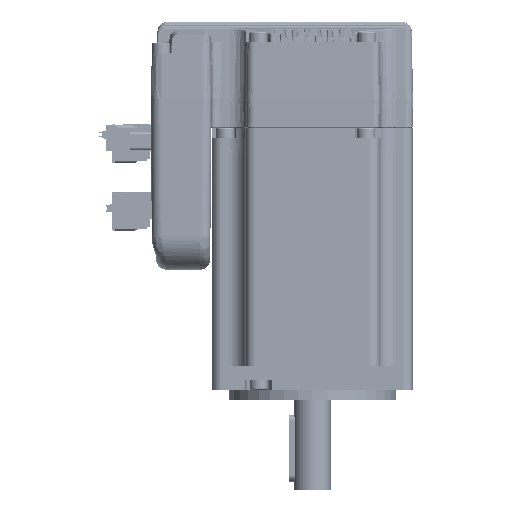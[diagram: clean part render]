
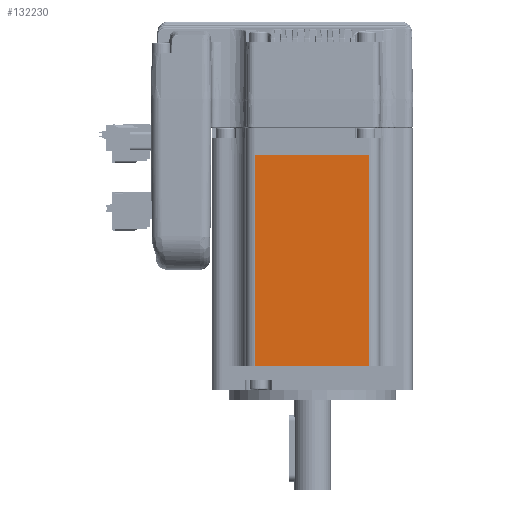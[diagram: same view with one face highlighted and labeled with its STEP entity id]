
A CAD part, left-side view. The second image highlights one B-rep face of the part: STEP entity #132230.
In plain terms, the highlighted face is planar.
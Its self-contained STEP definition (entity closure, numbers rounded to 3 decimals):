
#6878 = DIRECTION ( 'NONE',  ( 0., -1., 0. ) ) ;
#6989 = FACE_OUTER_BOUND ( 'NONE', #126750, .T. ) ;
#11773 = EDGE_CURVE ( 'NONE', #121962, #38068, #26012, .T. ) ;
#15087 = ORIENTED_EDGE ( 'NONE', *, *, #17443, .F. ) ;
#17443 = EDGE_CURVE ( 'NONE', #134502, #121962, #56701, .T. ) ;
#17997 = DIRECTION ( 'NONE',  ( 1., 0., 0. ) ) ;
#26012 = LINE ( 'NONE', #107005, #55570 ) ;
#26073 = VECTOR ( 'NONE', #17997, 1000. ) ;
#30884 = AXIS2_PLACEMENT_3D ( 'NONE', #157713, #6878, #94819 ) ;
#38068 = VERTEX_POINT ( 'NONE', #89576 ) ;
#43466 = EDGE_CURVE ( 'NONE', #38068, #152372, #93602, .T. ) ;
#54214 = ORIENTED_EDGE ( 'NONE', *, *, #90054, .F. ) ;
#55570 = VECTOR ( 'NONE', #69073, 1000. ) ;
#56047 = ORIENTED_EDGE ( 'NONE', *, *, #11773, .F. ) ;
#56701 = LINE ( 'NONE', #132982, #153218 ) ;
#59534 = LINE ( 'NONE', #143541, #26073 ) ;
#60195 = VECTOR ( 'NONE', #64350, 1000. ) ;
#64350 = DIRECTION ( 'NONE',  ( 0., 0., -1. ) ) ;
#69073 = DIRECTION ( 'NONE',  ( -1., 0., 0. ) ) ;
#89576 = CARTESIAN_POINT ( 'NONE',  ( -17., 30., 63.32 ) ) ;
#90054 = EDGE_CURVE ( 'NONE', #152372, #134502, #59534, .T. ) ;
#93602 = LINE ( 'NONE', #101721, #60195 ) ;
#94328 = CARTESIAN_POINT ( 'NONE',  ( 17., 30., 0. ) ) ;
#94819 = DIRECTION ( 'NONE',  ( 0., 0., -1. ) ) ;
#101721 = CARTESIAN_POINT ( 'NONE',  ( -17., 30., 63. ) ) ;
#107005 = CARTESIAN_POINT ( 'NONE',  ( 17., 30., 63.32 ) ) ;
#107512 = ORIENTED_EDGE ( 'NONE', *, *, #43466, .F. ) ;
#121962 = VERTEX_POINT ( 'NONE', #161138 ) ;
#126750 = EDGE_LOOP ( 'NONE', ( #107512, #56047, #15087, #54214 ) ) ;
#132230 = ADVANCED_FACE ( 'NONE', ( #6989 ), #144507, .F. ) ;
#132982 = CARTESIAN_POINT ( 'NONE',  ( 17., 30., 63. ) ) ;
#134502 = VERTEX_POINT ( 'NONE', #94328 ) ;
#143541 = CARTESIAN_POINT ( 'NONE',  ( 17., 30., 0. ) ) ;
#144507 = PLANE ( 'NONE',  #30884 ) ;
#144874 = CARTESIAN_POINT ( 'NONE',  ( -17., 30., 0. ) ) ;
#145693 = DIRECTION ( 'NONE',  ( 0., 0., 1. ) ) ;
#152372 = VERTEX_POINT ( 'NONE', #144874 ) ;
#153218 = VECTOR ( 'NONE', #145693, 1000. ) ;
#157713 = CARTESIAN_POINT ( 'NONE',  ( 17., 30., 63. ) ) ;
#161138 = CARTESIAN_POINT ( 'NONE',  ( 17., 30., 63.32 ) ) ;
